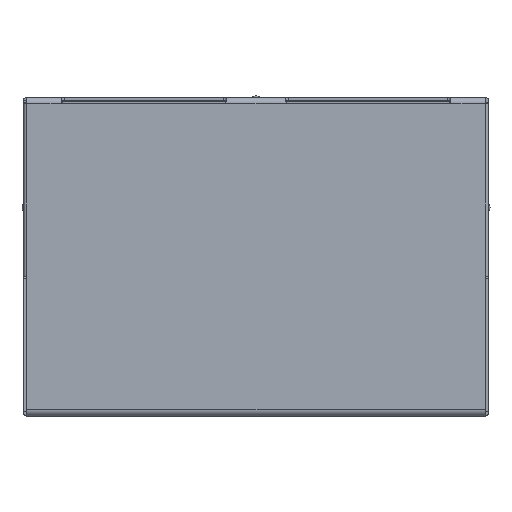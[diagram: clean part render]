
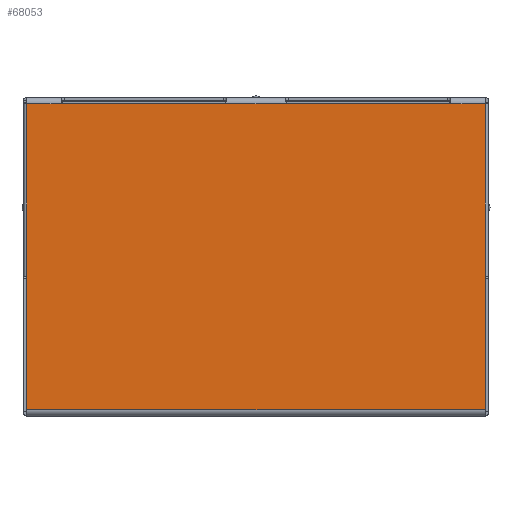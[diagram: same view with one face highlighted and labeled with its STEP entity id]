
A CAD part, left-side view. The second image highlights one B-rep face of the part: STEP entity #68053.
In plain terms, the highlighted planar face has unit normal (-1, 0, 0).
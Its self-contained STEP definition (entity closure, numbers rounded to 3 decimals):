
#63513=DIRECTION('',(0.,-1.,0.));
#63514=VECTOR('',#63513,10.55);
#63515=CARTESIAN_POINT('',(-18.874,28.344,
-0.488));
#63516=LINE('',#63515,#63514);
#63569=DIRECTION('',(0.,0.,1.));
#63570=VECTOR('',#63569,11.45);
#63571=CARTESIAN_POINT('',(-18.874,0.444,
-11.938));
#63572=LINE('',#63571,#63570);
#63577=DIRECTION('',(0.,1.,0.));
#63578=VECTOR('',#63577,10.55);
#63579=CARTESIAN_POINT('',(-18.874,2.944,
-0.488));
#63580=LINE('',#63579,#63578);
#63599=DIRECTION('',(0.,1.,0.));
#63600=VECTOR('',#63599,2.5);
#63601=CARTESIAN_POINT('',(-18.874,0.444,
-0.488));
#63602=LINE('',#63601,#63600);
#63608=DIRECTION('',(0.,0.,1.));
#63609=VECTOR('',#63608,8.85);
#63610=CARTESIAN_POINT('',(-18.874,0.444,
-20.788));
#63611=LINE('',#63610,#63609);
#63629=DIRECTION('',(0.,-1.,0.));
#63630=VECTOR('',#63629,30.4);
#63631=CARTESIAN_POINT('',(-18.874,30.844,
-20.788));
#63632=LINE('',#63631,#63630);
#63812=DIRECTION('',(0.,0.,1.));
#63813=VECTOR('',#63812,8.85);
#63814=CARTESIAN_POINT('',(-18.874,30.844,
-20.788));
#63815=LINE('',#63814,#63813);
#66032=DIRECTION('',(0.,0.,-1.));
#66033=VECTOR('',#66032,11.45);
#66034=CARTESIAN_POINT('',(-18.874,30.844,
-0.488));
#66035=LINE('',#66034,#66033);
#66218=DIRECTION('',(0.,1.,0.));
#66219=VECTOR('',#66218,2.5);
#66220=CARTESIAN_POINT('',(-18.874,28.344,
-0.488));
#66221=LINE('',#66220,#66219);
#66240=DIRECTION('',(0.,1.,0.));
#66241=VECTOR('',#66240,4.3);
#66242=CARTESIAN_POINT('',(-18.874,13.494,
-0.488));
#66243=LINE('',#66242,#66241);
#66557=CARTESIAN_POINT('',(-18.874,0.444,
-20.788));
#66558=VERTEX_POINT('',#66557);
#66579=CARTESIAN_POINT('',(-18.874,2.944,
-0.488));
#66580=VERTEX_POINT('',#66579);
#66581=CARTESIAN_POINT('',(-18.874,13.494,
-0.488));
#66582=VERTEX_POINT('',#66581);
#66589=CARTESIAN_POINT('',(-18.874,0.444,
-0.488));
#66590=VERTEX_POINT('',#66589);
#66593=CARTESIAN_POINT('',(-18.874,0.444,
-11.938));
#66594=VERTEX_POINT('',#66593);
#66597=CARTESIAN_POINT('',(-18.874,30.844,
-20.788));
#66598=VERTEX_POINT('',#66597);
#66599=CARTESIAN_POINT('',(-18.874,30.844,
-11.938));
#66600=VERTEX_POINT('',#66599);
#66601=CARTESIAN_POINT('',(-18.874,30.844,
-0.488));
#66602=VERTEX_POINT('',#66601);
#66603=CARTESIAN_POINT('',(-18.874,28.344,
-0.488));
#66604=VERTEX_POINT('',#66603);
#66605=CARTESIAN_POINT('',(-18.874,17.794,
-0.488));
#66606=VERTEX_POINT('',#66605);
#68029=CARTESIAN_POINT('',(-18.874,15.644,
-10.638));
#68030=DIRECTION('',(1.,0.,0.));
#68031=DIRECTION('',(0.,-1.,0.));
#68032=AXIS2_PLACEMENT_3D('',#68029,#68030,#68031);
#68033=PLANE('',#68032);
#68034=ORIENTED_EDGE('',*,*,#67903,.F.);
#68036=ORIENTED_EDGE('',*,*,#68035,.F.);
#68037=ORIENTED_EDGE('',*,*,#68019,.F.);
#68039=ORIENTED_EDGE('',*,*,#68038,.F.);
#68041=ORIENTED_EDGE('',*,*,#68040,.F.);
#68043=ORIENTED_EDGE('',*,*,#68042,.T.);
#68045=ORIENTED_EDGE('',*,*,#68044,.F.);
#68047=ORIENTED_EDGE('',*,*,#68046,.F.);
#68048=ORIENTED_EDGE('',*,*,#67863,.T.);
#68050=ORIENTED_EDGE('',*,*,#68049,.F.);
#68051=EDGE_LOOP('',(#68034,#68036,#68037,#68039,#68041,#68043,#68045,#68047,
#68048,#68050));
#68052=FACE_OUTER_BOUND('',#68051,.F.);
#68053=ADVANCED_FACE('',(#68052),#68033,.F.);
#67863=EDGE_CURVE('',#66604,#66606,#63516,.T.);
#67903=EDGE_CURVE('',#66580,#66582,#63580,.T.);
#68019=EDGE_CURVE('',#66594,#66590,#63572,.T.);
#68035=EDGE_CURVE('',#66590,#66580,#63602,.T.);
#68038=EDGE_CURVE('',#66558,#66594,#63611,.T.);
#68040=EDGE_CURVE('',#66598,#66558,#63632,.T.);
#68042=EDGE_CURVE('',#66598,#66600,#63815,.T.);
#68044=EDGE_CURVE('',#66602,#66600,#66035,.T.);
#68046=EDGE_CURVE('',#66604,#66602,#66221,.T.);
#68049=EDGE_CURVE('',#66582,#66606,#66243,.T.);
